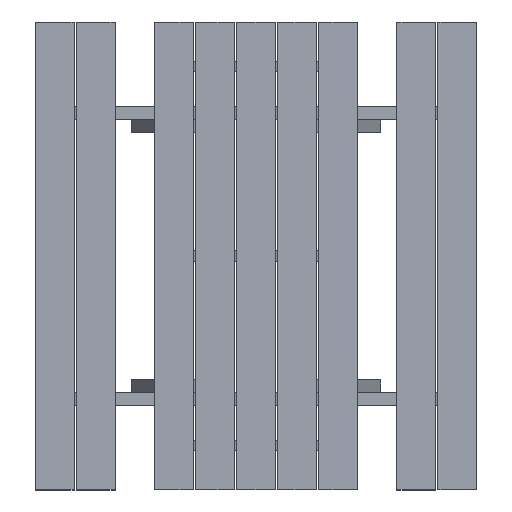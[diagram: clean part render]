
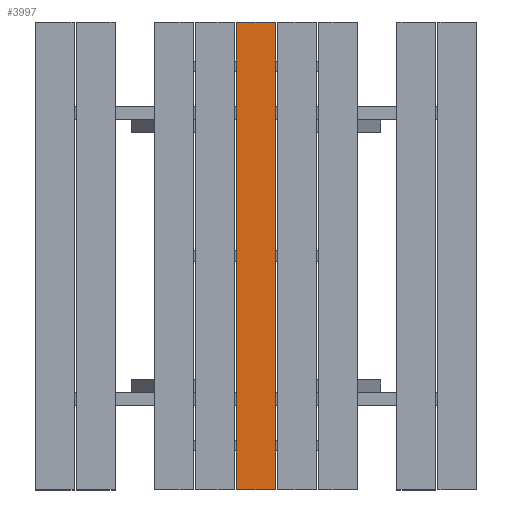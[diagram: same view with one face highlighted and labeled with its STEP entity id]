
A CAD part, top view. The second image highlights one B-rep face of the part: STEP entity #3997.
In plain terms, the highlighted planar face has unit normal (0, 0, 1).
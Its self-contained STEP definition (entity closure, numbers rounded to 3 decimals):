
#216=FACE_OUTER_BOUND('',#457,.T.);
#457=EDGE_LOOP('',(#2579,#2580,#2581,#2582));
#741=LINE('',#5843,#1183);
#742=LINE('',#5845,#1184);
#743=LINE('',#5847,#1185);
#744=LINE('',#5848,#1186);
#1183=VECTOR('',#4729,10.);
#1184=VECTOR('',#4730,10.);
#1185=VECTOR('',#4731,10.);
#1186=VECTOR('',#4732,10.);
#1601=VERTEX_POINT('',#5841);
#1602=VERTEX_POINT('',#5842);
#1603=VERTEX_POINT('',#5844);
#1604=VERTEX_POINT('',#5846);
#1977=EDGE_CURVE('',#1601,#1602,#741,.T.);
#1978=EDGE_CURVE('',#1602,#1603,#742,.T.);
#1979=EDGE_CURVE('',#1603,#1604,#743,.T.);
#1980=EDGE_CURVE('',#1604,#1601,#744,.T.);
#2579=ORIENTED_EDGE('',*,*,#1977,.T.);
#2580=ORIENTED_EDGE('',*,*,#1978,.T.);
#2581=ORIENTED_EDGE('',*,*,#1979,.T.);
#2582=ORIENTED_EDGE('',*,*,#1980,.T.);
#3531=PLANE('',#4288);
#3997=ADVANCED_FACE('',(#216),#3531,.T.);
#4288=AXIS2_PLACEMENT_3D('',#5840,#4727,#4728);
#4727=DIRECTION('center_axis',(0.,0.,
1.));
#4728=DIRECTION('ref_axis',(0.,-1.,0.));
#4729=DIRECTION('',(0.,-1.,0.));
#4730=DIRECTION('',(1.,0.,0.));
#4731=DIRECTION('',(0.,1.,0.));
#4732=DIRECTION('',(-1.,0.,0.));
#5840=CARTESIAN_POINT('Origin',(472.9,642.831,485.364));
#5841=CARTESIAN_POINT('',(397.9,1542.831,485.364));
#5842=CARTESIAN_POINT('',(397.9,-257.169,485.364));
#5843=CARTESIAN_POINT('',(397.9,1542.831,485.364));
#5844=CARTESIAN_POINT('',(547.9,-257.169,485.364));
#5845=CARTESIAN_POINT('',(397.9,-257.169,485.364));
#5846=CARTESIAN_POINT('',(547.9,1542.831,485.364));
#5847=CARTESIAN_POINT('',(547.9,-257.169,485.364));
#5848=CARTESIAN_POINT('',(547.9,1542.831,485.364));
